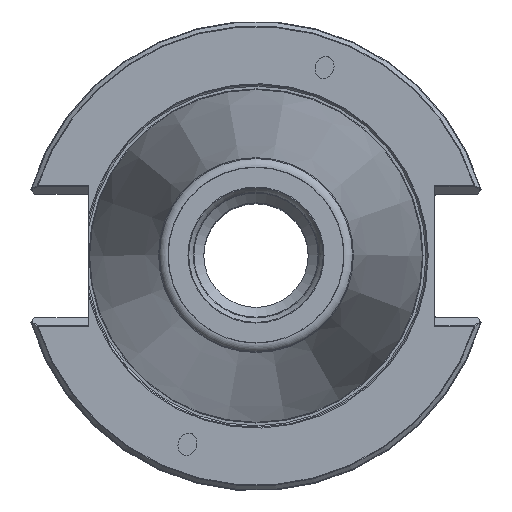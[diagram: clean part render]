
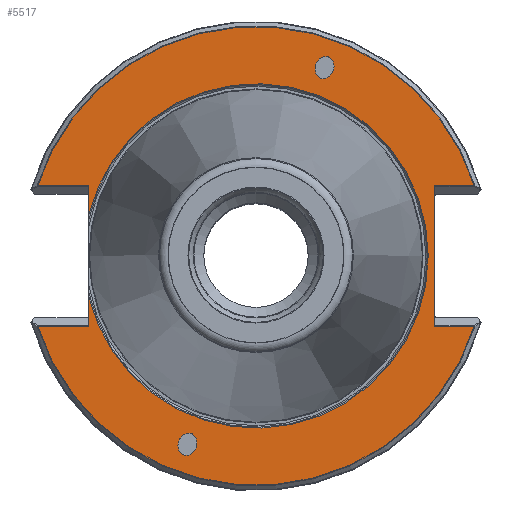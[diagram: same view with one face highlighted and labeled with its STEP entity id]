
A CAD part, top view. The second image highlights one B-rep face of the part: STEP entity #5517.
In plain terms, the highlighted planar face has unit normal (0, 0, 1).
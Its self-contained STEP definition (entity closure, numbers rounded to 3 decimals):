
#28=ELLIPSE('',#5883,2.381,1.95);
#29=ELLIPSE('',#5884,2.381,1.95);
#289=LINE('',#8109,#495);
#341=LINE('',#8463,#547);
#342=LINE('',#8468,#548);
#343=LINE('',#8469,#549);
#344=LINE('',#8473,#550);
#345=LINE('',#8475,#551);
#346=LINE('',#8479,#552);
#495=VECTOR('',#6612,1000.);
#547=VECTOR('',#6732,1000.);
#548=VECTOR('',#6735,1000.);
#549=VECTOR('',#6736,1000.);
#550=VECTOR('',#6739,1000.);
#551=VECTOR('',#6740,1000.);
#552=VECTOR('',#6743,1000.);
#1398=ORIENTED_EDGE('',*,*,#2178,.F.);
#1399=ORIENTED_EDGE('',*,*,#2179,.F.);
#1400=ORIENTED_EDGE('',*,*,#2180,.F.);
#1401=ORIENTED_EDGE('',*,*,#2181,.T.);
#1402=ORIENTED_EDGE('',*,*,#2182,.T.);
#1403=ORIENTED_EDGE('',*,*,#2072,.T.);
#1404=ORIENTED_EDGE('',*,*,#2183,.F.);
#1405=ORIENTED_EDGE('',*,*,#2184,.T.);
#1406=ORIENTED_EDGE('',*,*,#2185,.T.);
#1407=ORIENTED_EDGE('',*,*,#2186,.T.);
#1408=ORIENTED_EDGE('',*,*,#2187,.F.);
#1409=ORIENTED_EDGE('',*,*,#2188,.T.);
#2072=EDGE_CURVE('',#2526,#2525,#289,.T.);
#2178=EDGE_CURVE('',#2601,#2601,#28,.T.);
#2179=EDGE_CURVE('',#2602,#2602,#29,.T.);
#2180=EDGE_CURVE('',#2603,#2604,#341,.T.);
#2181=EDGE_CURVE('',#2603,#2605,#2792,.T.);
#2182=EDGE_CURVE('',#2605,#2526,#342,.T.);
#2183=EDGE_CURVE('',#2606,#2525,#343,.T.);
#2184=EDGE_CURVE('',#2606,#2607,#2793,.T.);
#2185=EDGE_CURVE('',#2607,#2608,#344,.T.);
#2186=EDGE_CURVE('',#2608,#2609,#345,.T.);
#2187=EDGE_CURVE('',#2610,#2609,#2794,.T.);
#2188=EDGE_CURVE('',#2610,#2604,#346,.T.);
#2525=VERTEX_POINT('',#8108);
#2526=VERTEX_POINT('',#8110);
#2601=VERTEX_POINT('',#8460);
#2602=VERTEX_POINT('',#8462);
#2603=VERTEX_POINT('',#8464);
#2604=VERTEX_POINT('',#8465);
#2605=VERTEX_POINT('',#8467);
#2606=VERTEX_POINT('',#8470);
#2607=VERTEX_POINT('',#8472);
#2608=VERTEX_POINT('',#8474);
#2609=VERTEX_POINT('',#8476);
#2610=VERTEX_POINT('',#8478);
#2792=CIRCLE('',#5885,48.363);
#2793=CIRCLE('',#5886,48.363);
#2794=CIRCLE('',#5887,36.2);
#3041=EDGE_LOOP('',(#1398));
#3042=EDGE_LOOP('',(#1399));
#3043=EDGE_LOOP('',(#1400,#1401,#1402,#1403,#1404,#1405,#1406,#1407,#1408,
#1409));
#3394=FACE_BOUND('',#3041,.T.);
#3395=FACE_BOUND('',#3042,.T.);
#3396=FACE_BOUND('',#3043,.T.);
#3618=PLANE('',#5882);
#5517=ADVANCED_FACE('',(#3394,#3395,#3396),#3618,.T.);
#5882=AXIS2_PLACEMENT_3D('',#8458,#6726,#6727);
#5883=AXIS2_PLACEMENT_3D('',#8459,#6728,#6729);
#5884=AXIS2_PLACEMENT_3D('',#8461,#6730,#6731);
#5885=AXIS2_PLACEMENT_3D('',#8466,#6733,#6734);
#5886=AXIS2_PLACEMENT_3D('',#8471,#6737,#6738);
#5887=AXIS2_PLACEMENT_3D('',#8477,#6741,#6742);
#6612=DIRECTION('',(0.,1.,0.));
#6726=DIRECTION('',(0.,0.,1.));
#6727=DIRECTION('',(1.,0.,0.));
#6728=DIRECTION('',(0.,0.,1.));
#6729=DIRECTION('',(0.342,0.94,0.));
#6730=DIRECTION('',(0.,0.,1.));
#6731=DIRECTION('',(-0.342,-0.94,0.));
#6732=DIRECTION('',(1.,0.,0.));
#6733=DIRECTION('',(0.,0.,1.));
#6734=DIRECTION('',(1.,0.,0.));
#6735=DIRECTION('',(-1.,0.,0.));
#6736=DIRECTION('',(-1.,0.,0.));
#6737=DIRECTION('',(0.,0.,1.));
#6738=DIRECTION('',(1.,0.,0.));
#6739=DIRECTION('',(1.,0.,0.));
#6740=DIRECTION('',(0.,-1.,0.));
#6741=DIRECTION('',(0.,0.,1.));
#6742=DIRECTION('',(1.,0.,0.));
#6743=DIRECTION('',(0.,-1.,0.));
#8108=CARTESIAN_POINT('',(37.57,14.855,-1.3));
#8109=CARTESIAN_POINT('',(37.57,0.,-1.3));
#8110=CARTESIAN_POINT('',(37.57,-14.855,-1.3));
#8458=CARTESIAN_POINT('',(36.2,0.,-1.3));
#8459=CARTESIAN_POINT('',(-14.413,-39.599,-1.3));
#8460=CARTESIAN_POINT('',(-13.599,-37.362,-1.3));
#8461=CARTESIAN_POINT('',(14.413,39.599,-1.3));
#8462=CARTESIAN_POINT('',(13.599,37.362,-1.3));
#8463=CARTESIAN_POINT('',(-228.637,-14.855,-1.3));
#8464=CARTESIAN_POINT('',(-46.025,-14.855,-1.3));
#8465=CARTESIAN_POINT('',(-35.16,-14.855,-1.3));
#8466=CARTESIAN_POINT('',(0.,0.,-1.3));
#8467=CARTESIAN_POINT('',(46.025,-14.855,-1.3));
#8468=CARTESIAN_POINT('',(231.047,-14.855,-1.3));
#8469=CARTESIAN_POINT('',(231.047,14.855,-1.3));
#8470=CARTESIAN_POINT('',(46.025,14.855,-1.3));
#8471=CARTESIAN_POINT('',(0.,0.,-1.3));
#8472=CARTESIAN_POINT('',(-46.025,14.855,-1.3));
#8473=CARTESIAN_POINT('',(-228.637,14.855,-1.3));
#8474=CARTESIAN_POINT('',(-35.16,14.855,-1.3));
#8475=CARTESIAN_POINT('',(-35.16,0.,-1.3));
#8476=CARTESIAN_POINT('',(-35.16,8.615,-1.3));
#8477=CARTESIAN_POINT('',(0.,0.,-1.3));
#8478=CARTESIAN_POINT('',(-35.16,-8.615,-1.3));
#8479=CARTESIAN_POINT('',(-35.16,0.,-1.3));
